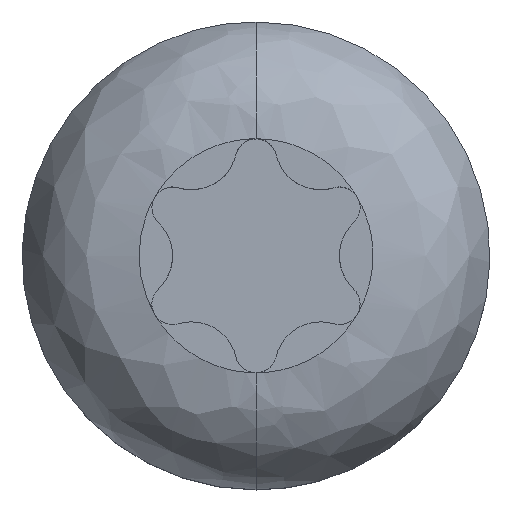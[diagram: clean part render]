
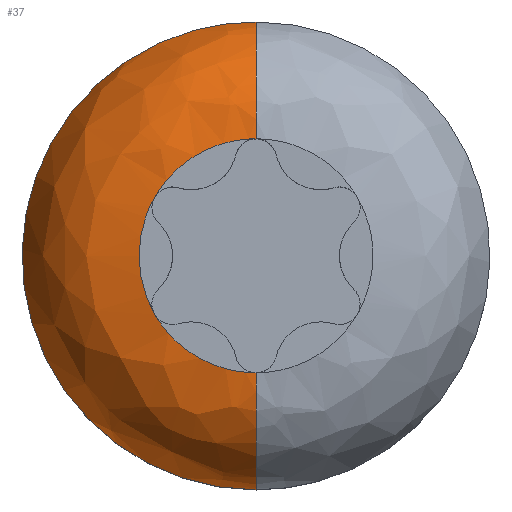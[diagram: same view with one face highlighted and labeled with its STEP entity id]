
A CAD part, top view. The second image highlights one B-rep face of the part: STEP entity #37.
In plain terms, the highlighted free-form (B-spline) face has degree [3, 3] with [4, 4] control points.
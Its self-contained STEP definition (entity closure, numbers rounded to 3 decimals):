
#37=ADVANCED_FACE($,(#67),#380,.T.);
#67=FACE_OUTER_BOUND($,#97,.T.);
#97=EDGE_LOOP($,(#167,#168,#169,#170,#171,#172));
#167=ORIENTED_EDGE($,*,*,#275,.F.);
#168=ORIENTED_EDGE($,*,*,#293,.T.);
#169=ORIENTED_EDGE($,*,*,#297,.T.);
#170=ORIENTED_EDGE($,*,*,#287,.T.);
#171=ORIENTED_EDGE($,*,*,#276,.T.);
#172=ORIENTED_EDGE($,*,*,#298,.F.);
#275=EDGE_CURVE($,#343,#340,#416,.T.);
#276=EDGE_CURVE($,#344,#339,#417,.T.);
#287=EDGE_CURVE($,#350,#344,#428,.T.);
#293=EDGE_CURVE($,#343,#354,#434,.T.);
#297=EDGE_CURVE($,#354,#350,#438,.T.);
#298=EDGE_CURVE($,#340,#339,#439,.T.);
#339=VERTEX_POINT($,#1195);
#340=VERTEX_POINT($,#1196);
#343=VERTEX_POINT($,#1199);
#344=VERTEX_POINT($,#1200);
#350=VERTEX_POINT($,#1206);
#354=VERTEX_POINT($,#1210);
#380=(
BOUNDED_SURFACE()
B_SPLINE_SURFACE(3,3,((#1048,#1049,#1050,#1051),(#1052,#1053,#1054,#1055),
(#1056,#1057,#1058,#1059),(#1060,#1061,#1062,#1063)),.UNSPECIFIED.,.F.,.F.,
.F.)
B_SPLINE_SURFACE_WITH_KNOTS((4,4),(4,4),(0.,1.),(0.,1.),.UNSPECIFIED.)
GEOMETRIC_REPRESENTATION_ITEM()
RATIONAL_B_SPLINE_SURFACE(((1.,0.333,0.333,1.),(0.841,
0.28,0.28,0.841),(0.841,
0.28,0.28,0.841),(1.,0.333,
0.333,1.)))
REPRESENTATION_ITEM($)
SURFACE()
);
#416=B_SPLINE_CURVE_WITH_KNOTS($,3,(#618,#619,#620,#621,#622,#623,#624,#625),
.UNSPECIFIED.,.F.,.F.,(4,2,2,4),(0.,0.333,0.667,
1.),.UNSPECIFIED.);
#417=B_SPLINE_CURVE_WITH_KNOTS($,3,(#626,#627,#628,#629,#630,#631,#632,#633),
.UNSPECIFIED.,.F.,.F.,(4,2,2,4),(0.,0.333,0.667,
1.),.UNSPECIFIED.);
#428=B_SPLINE_CURVE_WITH_KNOTS($,3,(#716,#717,#718,#719,#720,#721),.UNSPECIFIED.,
.F.,.F.,(4,2,4),(0.,0.5,1.),.UNSPECIFIED.);
#434=B_SPLINE_CURVE_WITH_KNOTS($,3,(#766,#767,#768,#769,#770,#771),.UNSPECIFIED.,
.F.,.F.,(4,2,4),(0.,0.5,1.),.UNSPECIFIED.);
#438=B_SPLINE_CURVE_WITH_KNOTS($,3,(#794,#795,#796,#797,#798,#799),.UNSPECIFIED.,
.F.,.F.,(4,2,4),(0.,0.5,1.),.UNSPECIFIED.);
#439=B_SPLINE_CURVE_WITH_KNOTS($,3,(#800,#801,#802,#803,#804,#805,#806,#807,
#808,#809),.UNSPECIFIED.,.F.,.F.,(4,2,2,2,4),(0.,0.25,0.5,0.75,1.),.UNSPECIFIED.);
#618=CARTESIAN_POINT($,(0.,-2.,3.1));
#619=CARTESIAN_POINT($,(0.,-2.319,3.1));
#620=CARTESIAN_POINT($,(0.,-2.633,3.025));
#621=CARTESIAN_POINT($,(0.,-3.201,2.736));
#622=CARTESIAN_POINT($,(0.,-3.448,2.527));
#623=CARTESIAN_POINT($,(0.,-3.824,2.013));
#624=CARTESIAN_POINT($,(0.,-3.949,1.715));
#625=CARTESIAN_POINT($,(0.,-4.,1.4));
#626=CARTESIAN_POINT($,(0.,2.,3.1));
#627=CARTESIAN_POINT($,(0.,2.319,3.1));
#628=CARTESIAN_POINT($,(0.,2.633,3.025));
#629=CARTESIAN_POINT($,(0.,3.201,2.736));
#630=CARTESIAN_POINT($,(0.,3.448,2.527));
#631=CARTESIAN_POINT($,(0.,3.824,2.013));
#632=CARTESIAN_POINT($,(0.,3.949,1.715));
#633=CARTESIAN_POINT($,(0.,4.,1.4));
#716=CARTESIAN_POINT($,(-1.732,1.,3.1));
#717=CARTESIAN_POINT($,(-1.557,1.304,3.1));
#718=CARTESIAN_POINT($,(-1.304,1.557,3.1));
#719=CARTESIAN_POINT($,(-0.696,1.908,3.1));
#720=CARTESIAN_POINT($,(-0.351,2.,3.1));
#721=CARTESIAN_POINT($,(0.,2.,3.1));
#766=CARTESIAN_POINT($,(0.,-2.,3.1));
#767=CARTESIAN_POINT($,(-0.351,-2.,3.1));
#768=CARTESIAN_POINT($,(-0.696,-1.908,3.1));
#769=CARTESIAN_POINT($,(-1.304,-1.557,3.1));
#770=CARTESIAN_POINT($,(-1.557,-1.304,3.1));
#771=CARTESIAN_POINT($,(-1.732,-1.,3.1));
#794=CARTESIAN_POINT($,(-1.732,-1.,3.1));
#795=CARTESIAN_POINT($,(-1.908,-0.696,3.1));
#796=CARTESIAN_POINT($,(-2.,-0.351,3.1));
#797=CARTESIAN_POINT($,(-2.,0.351,3.1));
#798=CARTESIAN_POINT($,(-1.908,0.696,3.1));
#799=CARTESIAN_POINT($,(-1.732,1.,3.1));
#800=CARTESIAN_POINT($,(0.,-4.,1.4));
#801=CARTESIAN_POINT($,(-1.061,-4.,1.4));
#802=CARTESIAN_POINT($,(-2.078,-3.579,1.4));
#803=CARTESIAN_POINT($,(-3.579,-2.078,1.4));
#804=CARTESIAN_POINT($,(-4.,-1.061,1.4));
#805=CARTESIAN_POINT($,(-4.,1.061,1.4));
#806=CARTESIAN_POINT($,(-3.579,2.078,1.4));
#807=CARTESIAN_POINT($,(-2.078,3.579,1.4));
#808=CARTESIAN_POINT($,(-1.061,4.,1.4));
#809=CARTESIAN_POINT($,(0.,4.,1.4));
#1048=CARTESIAN_POINT($,(0.,-4.,1.4));
#1049=CARTESIAN_POINT($,(-8.,-4.,1.4));
#1050=CARTESIAN_POINT($,(-8.,4.,1.4));
#1051=CARTESIAN_POINT($,(0.,4.,1.4));
#1052=CARTESIAN_POINT($,(0.,-3.832,2.426));
#1053=CARTESIAN_POINT($,(-7.665,-3.832,2.426));
#1054=CARTESIAN_POINT($,(-7.665,3.832,2.426));
#1055=CARTESIAN_POINT($,(0.,3.832,2.426));
#1056=CARTESIAN_POINT($,(0.,-3.04,3.1));
#1057=CARTESIAN_POINT($,(-6.08,-3.04,3.1));
#1058=CARTESIAN_POINT($,(-6.08,3.04,3.1));
#1059=CARTESIAN_POINT($,(0.,3.04,3.1));
#1060=CARTESIAN_POINT($,(0.,-2.,3.1));
#1061=CARTESIAN_POINT($,(-4.,-2.,3.1));
#1062=CARTESIAN_POINT($,(-4.,2.,3.1));
#1063=CARTESIAN_POINT($,(0.,2.,3.1));
#1195=CARTESIAN_POINT($,(0.,4.,1.4));
#1196=CARTESIAN_POINT($,(0.,-4.,1.4));
#1199=CARTESIAN_POINT($,(0.,-2.,3.1));
#1200=CARTESIAN_POINT($,(0.,2.,3.1));
#1206=CARTESIAN_POINT($,(-1.732,1.,3.1));
#1210=CARTESIAN_POINT($,(-1.732,-1.,3.1));
